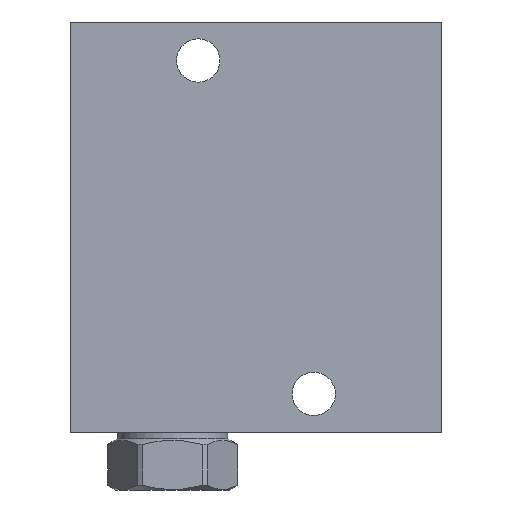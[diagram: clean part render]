
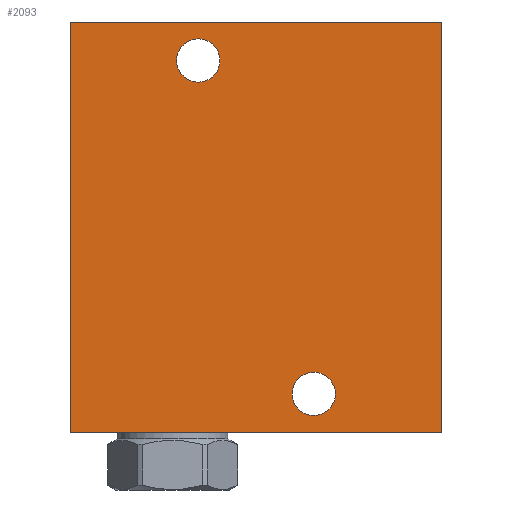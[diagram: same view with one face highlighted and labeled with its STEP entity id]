
A CAD part, front view. The second image highlights one B-rep face of the part: STEP entity #2093.
In plain terms, the highlighted planar face has unit normal (0, -1, 0).
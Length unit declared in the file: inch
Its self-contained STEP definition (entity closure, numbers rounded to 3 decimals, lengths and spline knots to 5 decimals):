
#5=DIRECTION('',(1.,0.,0.));
#6=VECTOR('',#5,3.625);
#7=CARTESIAN_POINT('',(0.,-1.5,0.));
#8=LINE('',#7,#6);
#75=DIRECTION('',(0.,0.,1.));
#76=VECTOR('',#75,4.);
#77=CARTESIAN_POINT('',(3.625,-1.5,0.));
#78=LINE('',#77,#76);
#99=DIRECTION('',(0.,0.,1.));
#100=VECTOR('',#99,4.);
#101=CARTESIAN_POINT('',(0.,-1.5,0.));
#102=LINE('',#101,#100);
#103=CARTESIAN_POINT('',(1.25,-1.5,3.625));
#104=DIRECTION('',(0.,-1.,0.));
#105=DIRECTION('',(-1.,0.,0.));
#106=AXIS2_PLACEMENT_3D('',#103,#104,#105);
#108=CARTESIAN_POINT('',(1.25,-1.5,3.625));
#109=DIRECTION('',(0.,-1.,0.));
#110=DIRECTION('',(1.,0.,0.));
#111=AXIS2_PLACEMENT_3D('',#108,#109,#110);
#113=CARTESIAN_POINT('',(2.375,-1.5,0.375));
#114=DIRECTION('',(0.,-1.,0.));
#115=DIRECTION('',(-1.,0.,0.));
#116=AXIS2_PLACEMENT_3D('',#113,#114,#115);
#118=CARTESIAN_POINT('',(2.375,-1.5,0.375));
#119=DIRECTION('',(0.,-1.,0.));
#120=DIRECTION('',(1.,0.,0.));
#121=AXIS2_PLACEMENT_3D('',#118,#119,#120);
#135=DIRECTION('',(1.,0.,0.));
#136=VECTOR('',#135,3.625);
#137=CARTESIAN_POINT('',(0.,-1.5,4.));
#138=LINE('',#137,#136);
#1717=CARTESIAN_POINT('',(0.,-1.5,0.));
#1719=VERTEX_POINT('',#1717);
#1720=CARTESIAN_POINT('',(3.625,-1.5,0.));
#1721=VERTEX_POINT('',#1720);
#1725=CARTESIAN_POINT('',(0.,-1.5,4.));
#1727=VERTEX_POINT('',#1725);
#1728=CARTESIAN_POINT('',(3.625,-1.5,4.));
#1729=VERTEX_POINT('',#1728);
#1858=CARTESIAN_POINT('',(1.039,-1.5,3.625));
#1859=CARTESIAN_POINT('',(1.461,-1.5,3.625));
#1860=VERTEX_POINT('',#1858);
#1861=VERTEX_POINT('',#1859);
#1866=CARTESIAN_POINT('',(2.164,-1.5,0.375));
#1867=CARTESIAN_POINT('',(2.586,-1.5,0.375));
#1868=VERTEX_POINT('',#1866);
#1869=VERTEX_POINT('',#1867);
#2069=CARTESIAN_POINT('',(0.,-1.5,0.));
#2070=DIRECTION('',(0.,-1.,0.));
#2071=DIRECTION('',(1.,0.,0.));
#2072=AXIS2_PLACEMENT_3D('',#2069,#2070,#2071);
#2073=PLANE('',#2072);
#2074=ORIENTED_EDGE('',*,*,#1975,.F.);
#2075=ORIENTED_EDGE('',*,*,#2000,.T.);
#2077=ORIENTED_EDGE('',*,*,#2076,.T.);
#2078=ORIENTED_EDGE('',*,*,#2049,.F.);
#2079=EDGE_LOOP('',(#2074,#2075,#2077,#2078));
#2080=FACE_OUTER_BOUND('',#2079,.F.);
#2082=ORIENTED_EDGE('',*,*,#2081,.T.);
#2084=ORIENTED_EDGE('',*,*,#2083,.T.);
#2085=EDGE_LOOP('',(#2082,#2084));
#2086=FACE_BOUND('',#2085,.F.);
#2088=ORIENTED_EDGE('',*,*,#2087,.T.);
#2090=ORIENTED_EDGE('',*,*,#2089,.T.);
#2091=EDGE_LOOP('',(#2088,#2090));
#2092=FACE_BOUND('',#2091,.F.);
#2093=ADVANCED_FACE('',(#2080,#2086,#2092),#2073,.T.);
#107=CIRCLE('',#106,0.211);
#112=CIRCLE('',#111,0.211);
#117=CIRCLE('',#116,0.211);
#122=CIRCLE('',#121,0.211);
#1975=EDGE_CURVE('',#1719,#1721,#8,.T.);
#2000=EDGE_CURVE('',#1719,#1727,#102,.T.);
#2049=EDGE_CURVE('',#1721,#1729,#78,.T.);
#2076=EDGE_CURVE('',#1727,#1729,#138,.T.);
#2081=EDGE_CURVE('',#1860,#1861,#107,.T.);
#2083=EDGE_CURVE('',#1861,#1860,#112,.T.);
#2087=EDGE_CURVE('',#1868,#1869,#117,.T.);
#2089=EDGE_CURVE('',#1869,#1868,#122,.T.);
